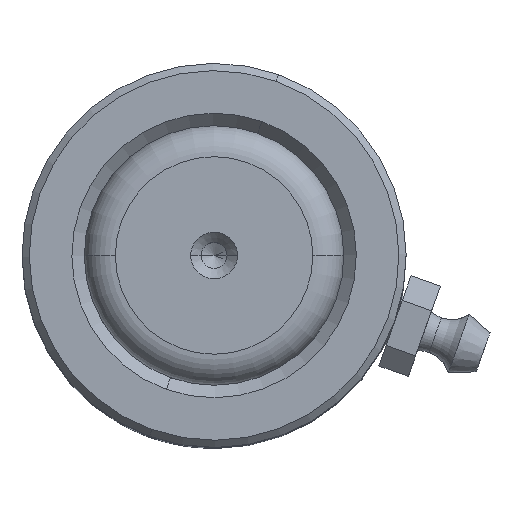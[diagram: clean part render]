
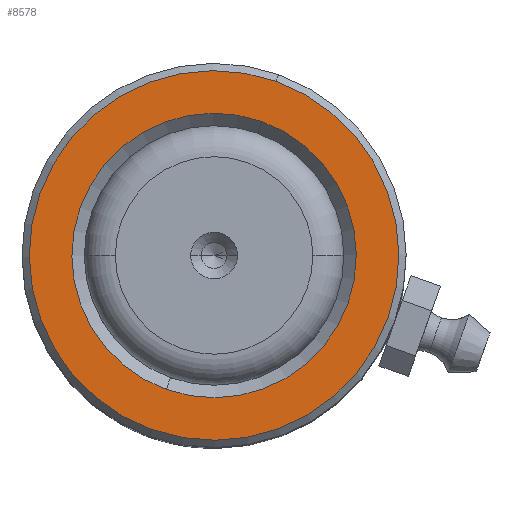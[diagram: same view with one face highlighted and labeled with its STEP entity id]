
A CAD part, top view. The second image highlights one B-rep face of the part: STEP entity #8578.
In plain terms, the highlighted planar face has unit normal (0, 0, 1).
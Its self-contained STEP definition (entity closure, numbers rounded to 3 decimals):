
#297 = ORIENTED_EDGE ( 'NONE', *, *, #8686, .T. ) ;
#354 = ORIENTED_EDGE ( 'NONE', *, *, #6397, .T. ) ;
#361 = CARTESIAN_POINT ( 'NONE',  ( -13.7, 0., 60. ) ) ;
#627 = AXIS2_PLACEMENT_3D ( 'NONE', #7793, #1746, #3778 ) ;
#628 = CARTESIAN_POINT ( 'NONE',  ( 0., 0., 60. ) ) ;
#745 = DIRECTION ( 'NONE',  ( 0., 0., 1. ) ) ;
#1383 = CIRCLE ( 'NONE', #8598, 13.7 ) ;
#1402 = CARTESIAN_POINT ( 'NONE',  ( 13.7, 0., 60. ) ) ;
#1541 = VERTEX_POINT ( 'NONE', #3479 ) ;
#1746 = DIRECTION ( 'NONE',  ( 0., 0., 1. ) ) ;
#1942 = PLANE ( 'NONE',  #6235 ) ;
#2013 = DIRECTION ( 'NONE',  ( 0., 0., -1. ) ) ;
#2044 = DIRECTION ( 'NONE',  ( 1., 0., 0. ) ) ;
#2158 = DIRECTION ( 'NONE',  ( 1., 0., 0. ) ) ;
#2446 = CARTESIAN_POINT ( 'NONE',  ( 17.8, 0., 60. ) ) ;
#3479 = CARTESIAN_POINT ( 'NONE',  ( -17.8, 0., 60. ) ) ;
#3753 = ORIENTED_EDGE ( 'NONE', *, *, #8419, .T. ) ;
#3778 = DIRECTION ( 'NONE',  ( 1., 0., 0. ) ) ;
#4204 = VERTEX_POINT ( 'NONE', #2446 ) ;
#4344 = DIRECTION ( 'NONE',  ( 1., 0., 0. ) ) ;
#4418 = VERTEX_POINT ( 'NONE', #1402 ) ;
#4534 = CIRCLE ( 'NONE', #8259, 13.7 ) ;
#5968 = EDGE_LOOP ( 'NONE', ( #297, #3753 ) ) ;
#6158 = DIRECTION ( 'NONE',  ( 0., 0., -1. ) ) ;
#6166 = EDGE_LOOP ( 'NONE', ( #354, #7934 ) ) ;
#6235 = AXIS2_PLACEMENT_3D ( 'NONE', #8625, #745, #7549 ) ;
#6397 = EDGE_CURVE ( 'NONE', #1541, #4204, #7390, .T. ) ;
#6786 = AXIS2_PLACEMENT_3D ( 'NONE', #8320, #7623, #4344 ) ;
#6830 = VERTEX_POINT ( 'NONE', #361 ) ;
#6882 = CIRCLE ( 'NONE', #627, 17.8 ) ;
#7046 = EDGE_CURVE ( 'NONE', #4204, #1541, #6882, .T. ) ;
#7291 = FACE_OUTER_BOUND ( 'NONE', #6166, .T. ) ;
#7390 = CIRCLE ( 'NONE', #6786, 17.8 ) ;
#7549 = DIRECTION ( 'NONE',  ( 1., 0., 0. ) ) ;
#7623 = DIRECTION ( 'NONE',  ( 0., 0., 1. ) ) ;
#7793 = CARTESIAN_POINT ( 'NONE',  ( 0., 0., 60. ) ) ;
#7807 = FACE_BOUND ( 'NONE', #5968, .T. ) ;
#7934 = ORIENTED_EDGE ( 'NONE', *, *, #7046, .T. ) ;
#8122 = CARTESIAN_POINT ( 'NONE',  ( 0., 0., 60. ) ) ;
#8259 = AXIS2_PLACEMENT_3D ( 'NONE', #8122, #6158, #2158 ) ;
#8320 = CARTESIAN_POINT ( 'NONE',  ( 0., 0., 60. ) ) ;
#8419 = EDGE_CURVE ( 'NONE', #6830, #4418, #1383, .T. ) ;
#8578 = ADVANCED_FACE ( 'NONE', ( #7291, #7807 ), #1942, .T. ) ;
#8598 = AXIS2_PLACEMENT_3D ( 'NONE', #628, #2013, #2044 ) ;
#8625 = CARTESIAN_POINT ( 'NONE',  ( 0., 0., 60. ) ) ;
#8686 = EDGE_CURVE ( 'NONE', #4418, #6830, #4534, .T. ) ;
